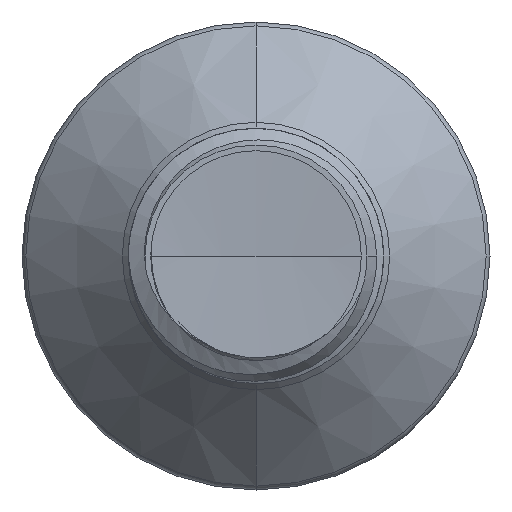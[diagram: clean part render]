
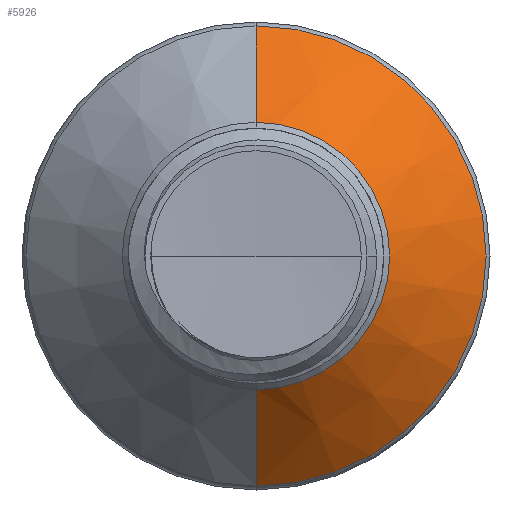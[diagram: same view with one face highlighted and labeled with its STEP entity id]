
A CAD part, front view. The second image highlights one B-rep face of the part: STEP entity #5926.
In plain terms, the highlighted conical face has half-angle 45 degrees and reference radius 1.571 mm.
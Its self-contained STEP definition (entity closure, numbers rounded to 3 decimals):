
#676 = VERTEX_POINT ( 'NONE', #8151 ) ;
#966 = EDGE_CURVE ( 'NONE', #5918, #14823, #16624, .T. ) ;
#1294 = EDGE_LOOP ( 'NONE', ( #20977, #21331, #21296, #21274 ) ) ;
#2240 = CONICAL_SURFACE ( 'NONE', #14256, 1.571, 0.785 ) ;
#3977 = EDGE_CURVE ( 'NONE', #14823, #8610, #9464, .T. ) ;
#4109 = AXIS2_PLACEMENT_3D ( 'NONE', #16885, #16864, #16836 ) ;
#5036 = DIRECTION ( 'NONE',  ( 0., 1., 0. ) ) ;
#5065 = CARTESIAN_POINT ( 'NONE',  ( 0., 6.793, 1.571 ) ) ;
#5614 = DIRECTION ( 'NONE',  ( 0., 0., 1. ) ) ;
#5758 = EDGE_CURVE ( 'NONE', #676, #8610, #18432, .T. ) ;
#5918 = VERTEX_POINT ( 'NONE', #5065 ) ;
#5926 = ADVANCED_FACE ( 'NONE', ( #8557 ), #2240, .T. ) ;
#6281 = CARTESIAN_POINT ( 'NONE',  ( 0., 6.793, 0. ) ) ;
#7903 = CARTESIAN_POINT ( 'NONE',  ( 0., 6.793, 1.571 ) ) ;
#7982 = DIRECTION ( 'NONE',  ( 0., 0.707, 0.707 ) ) ;
#8115 = DIRECTION ( 'NONE',  ( 0., 0., 1. ) ) ;
#8136 = DIRECTION ( 'NONE',  ( 0., 1., 0. ) ) ;
#8151 = CARTESIAN_POINT ( 'NONE',  ( 0., 6.793, -1.571 ) ) ;
#8160 = CARTESIAN_POINT ( 'NONE',  ( 0., 7.927, 0. ) ) ;
#8557 = FACE_OUTER_BOUND ( 'NONE', #1294, .T. ) ;
#8610 = VERTEX_POINT ( 'NONE', #17188 ) ;
#8838 = EDGE_CURVE ( 'NONE', #5918, #676, #14482, .T. ) ;
#9464 = CIRCLE ( 'NONE', #18450, 2.704 ) ;
#11736 = CARTESIAN_POINT ( 'NONE',  ( 0., 6.793, -1.571 ) ) ;
#12209 = CARTESIAN_POINT ( 'NONE',  ( 0., 7.927, 2.704 ) ) ;
#14256 = AXIS2_PLACEMENT_3D ( 'NONE', #6281, #5036, #5614 ) ;
#14482 = CIRCLE ( 'NONE', #4109, 1.571 ) ;
#14823 = VERTEX_POINT ( 'NONE', #12209 ) ;
#16108 = VECTOR ( 'NONE', #7982, 1000. ) ;
#16624 = LINE ( 'NONE', #7903, #16108 ) ;
#16836 = DIRECTION ( 'NONE',  ( 0., 0., 1. ) ) ;
#16864 = DIRECTION ( 'NONE',  ( 0., 1., 0. ) ) ;
#16885 = CARTESIAN_POINT ( 'NONE',  ( 0., 6.793, 0. ) ) ;
#17188 = CARTESIAN_POINT ( 'NONE',  ( 0., 7.927, -2.704 ) ) ;
#18432 = LINE ( 'NONE', #11736, #21569 ) ;
#18450 = AXIS2_PLACEMENT_3D ( 'NONE', #8160, #8136, #8115 ) ;
#18973 = DIRECTION ( 'NONE',  ( 0., 0.707, -0.707 ) ) ;
#20977 = ORIENTED_EDGE ( 'NONE', *, *, #8838, .T. ) ;
#21274 = ORIENTED_EDGE ( 'NONE', *, *, #966, .F. ) ;
#21296 = ORIENTED_EDGE ( 'NONE', *, *, #3977, .F. ) ;
#21331 = ORIENTED_EDGE ( 'NONE', *, *, #5758, .T. ) ;
#21569 = VECTOR ( 'NONE', #18973, 1000. ) ;
